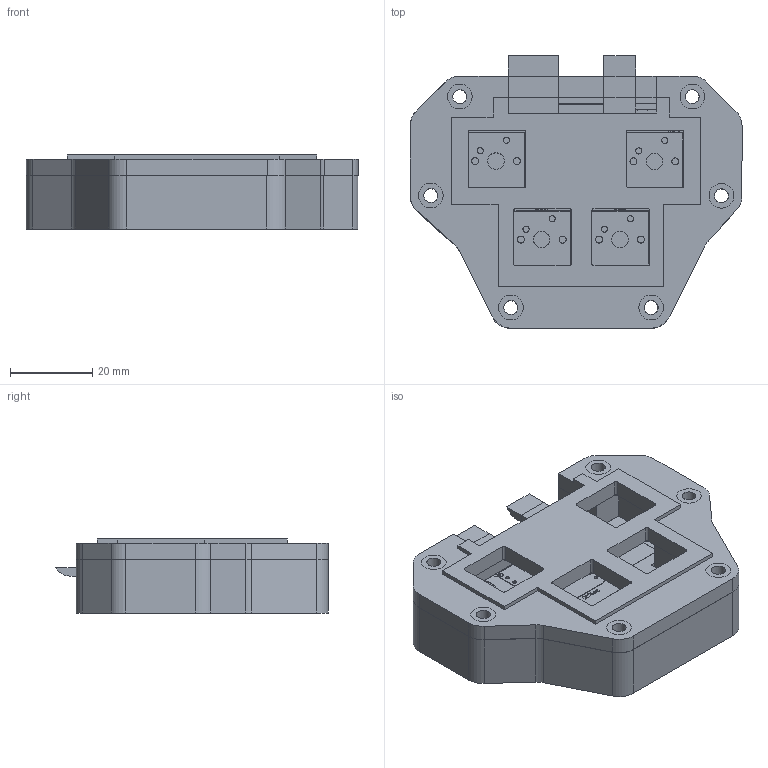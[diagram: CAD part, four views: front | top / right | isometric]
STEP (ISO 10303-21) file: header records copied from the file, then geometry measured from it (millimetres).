
FILE_DESCRIPTION(/* description */ (''),/* implementation_level */ '2;1');
FILE_NAME(/* name */ 'case.step',/* time_stamp */ '2025-12-18T11:38:21+05:30',/* author */ (''),/* organization */ (''),/* preprocessor_version */ 'ST-DEVELOPER v20.1',/* originating_system */ 'Autodesk Translation Framework v14.21.0.0',/* authorisation */ '');
FILE_SCHEMA (('AUTOMOTIVE_DESIGN { 1 0 10303 214 3 1 1 }'));
Length unit declared in the file: millimetre
Products named in the file (10): 2025-12-18-09-46-44-423; 2025-12-15-12-18-46-009; 2025-12-18-05-11-57-707; 2025-12-18-05-11-57-708; 2025-12-18-05-11-57-709; 2025-12-18-05-11-57-710; 2025-12-18-05-11-57-711; 2025-12-18-05-11-57-712; 2025-12-18-05-11-57-713; 2025-12-16-16-11-28-072
Assembly tree (9 placements, depth 3):
  2025-12-18-09-46-44-423
    2025-12-15-12-18-46-009
    2025-12-18-05-11-57-707
      2025-12-18-05-11-57-708
      2025-12-18-05-11-57-709
      2025-12-18-05-11-57-710
      2025-12-18-05-11-57-711
      2025-12-18-05-11-57-712
      2025-12-18-05-11-57-713
    2025-12-16-16-11-28-072
Bounding box: 80.74 x 66.3 x 18 mm (x, y, z)
Volume: 44037.6 mm3; surface area: 36656.1 mm2
Topology: 21 solids, 80 shells, 684 faces, 2769 edges, 2211 vertices
Faces by surface type: plane 397, bspline 173, cylinder 114
Full cylindrical faces by diameter (mm): 0.889 x14, 1 x4, 1.5 x8, 1.7 x8, 3.4 x12, 4 x4, 6 x24
Entity records: 31633 total; most frequent: CARTESIAN_POINT 8624, ORIENTED_EDGE 4411, DIRECTION 4003, EDGE_CURVE 2769, VERTEX_POINT 2211, LINE 1903, VECTOR 1903, AXIS2_PLACEMENT_3D 1050
